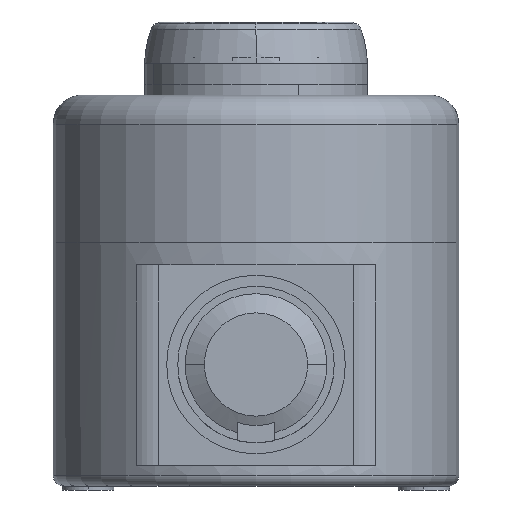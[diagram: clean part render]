
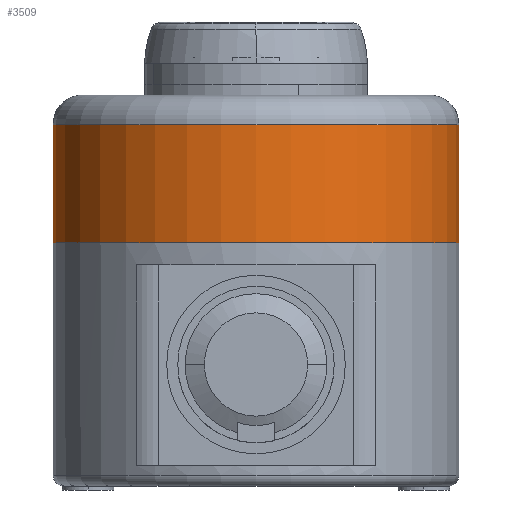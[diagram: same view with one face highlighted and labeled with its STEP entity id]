
A CAD part, left-side view. The second image highlights one B-rep face of the part: STEP entity #3509.
In plain terms, the highlighted cylindrical face has radius 27.5 mm (diameter 55 mm), a partial arc.
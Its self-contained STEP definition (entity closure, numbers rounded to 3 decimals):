
#600=CARTESIAN_POINT('',(22.5,0.,-53.05));
#601=DIRECTION('',(0.,0.,1.));
#602=DIRECTION('',(0.,-1.,0.));
#603=AXIS2_PLACEMENT_3D('',#600,#601,#602);
#1355=CARTESIAN_POINT('',(22.5,0.,-37.05));
#1356=DIRECTION('',(0.,0.,-1.));
#1357=DIRECTION('',(0.,1.,0.));
#1358=AXIS2_PLACEMENT_3D('',#1355,#1356,#1357);
#1363=CARTESIAN_POINT('',(22.5,0.,-37.05));
#1364=DIRECTION('',(0.,0.,-1.));
#1365=DIRECTION('',(0.003,1.,0.));
#1366=AXIS2_PLACEMENT_3D('',#1363,#1364,#1365);
#1371=CARTESIAN_POINT('',(22.5,0.,-37.05));
#1372=DIRECTION('',(0.,0.,-1.));
#1373=DIRECTION('',(1.,0.,0.));
#1374=AXIS2_PLACEMENT_3D('',#1371,#1372,#1373);
#1671=DIRECTION('',(0.,0.,-1.));
#1672=VECTOR('',#1671,16.);
#1673=CARTESIAN_POINT('',(22.5,27.5,-37.05));
#1674=LINE('',#1673,#1672);
#1678=DIRECTION('',(0.,0.,1.));
#1679=VECTOR('',#1678,16.);
#1680=CARTESIAN_POINT('',(22.5,-27.5,-53.05));
#1681=LINE('',#1680,#1679);
#1979=CARTESIAN_POINT('',(22.5,-27.5,-37.05));
#1980=VERTEX_POINT('',#1979);
#1981=CARTESIAN_POINT('',(22.5,27.5,-37.05));
#1982=VERTEX_POINT('',#1981);
#1983=CARTESIAN_POINT('',(50.,0.,-37.05));
#1984=VERTEX_POINT('',#1983);
#1985=CARTESIAN_POINT('',(22.575,27.5,-37.05));
#1986=VERTEX_POINT('',#1985);
#2037=CARTESIAN_POINT('',(22.5,-27.5,-53.05));
#2038=VERTEX_POINT('',#2037);
#2039=CARTESIAN_POINT('',(22.5,27.5,-53.05));
#2040=VERTEX_POINT('',#2039);
#3496=CARTESIAN_POINT('',(22.5,0.,-42.25));
#3497=DIRECTION('',(0.,0.,1.));
#3498=DIRECTION('',(1.,0.,0.));
#3499=AXIS2_PLACEMENT_3D('',#3496,#3497,#3498);
#3500=CYLINDRICAL_SURFACE('',#3499,27.5);
#3501=ORIENTED_EDGE('',*,*,#2719,.T.);
#3502=ORIENTED_EDGE('',*,*,#2579,.F.);
#3503=ORIENTED_EDGE('',*,*,#3035,.T.);
#3504=ORIENTED_EDGE('',*,*,#3251,.F.);
#3505=ORIENTED_EDGE('',*,*,#3249,.F.);
#3506=ORIENTED_EDGE('',*,*,#3247,.F.);
#3507=EDGE_LOOP('',(#3501,#3502,#3503,#3504,#3505,#3506));
#3508=FACE_OUTER_BOUND('',#3507,.F.);
#604=CIRCLE('',#603,27.5);
#1359=CIRCLE('',#1358,27.5);
#1367=CIRCLE('',#1366,27.5);
#1375=CIRCLE('',#1374,27.5);
#2579=EDGE_CURVE('',#2038,#2040,#604,.T.);
#2719=EDGE_CURVE('',#1982,#2040,#1674,.T.);
#3035=EDGE_CURVE('',#2038,#1980,#1681,.T.);
#3247=EDGE_CURVE('',#1982,#1986,#1359,.T.);
#3249=EDGE_CURVE('',#1986,#1984,#1367,.T.);
#3251=EDGE_CURVE('',#1984,#1980,#1375,.T.);
#3509=ADVANCED_FACE('',(#3508),#3500,.T.);
